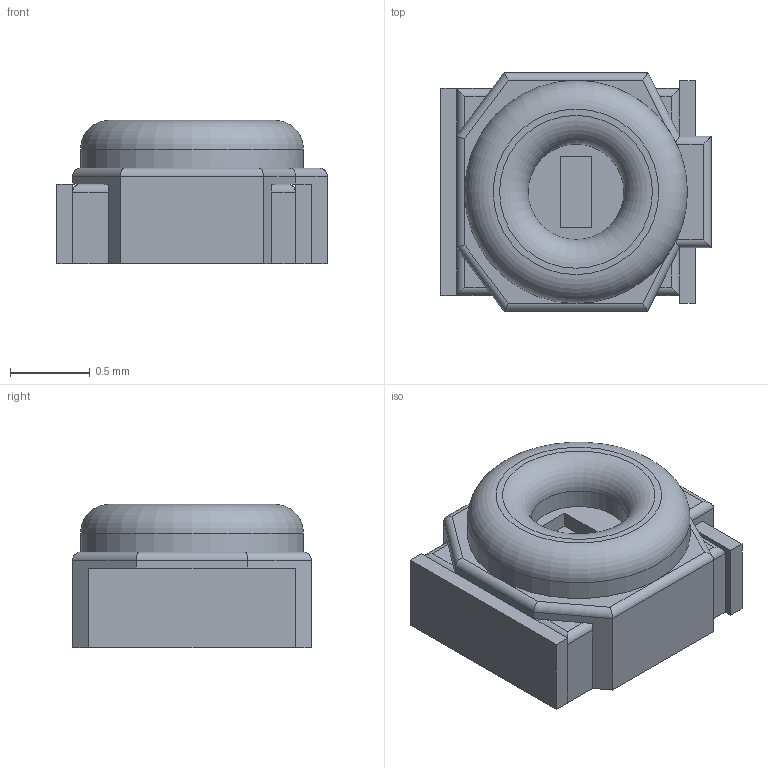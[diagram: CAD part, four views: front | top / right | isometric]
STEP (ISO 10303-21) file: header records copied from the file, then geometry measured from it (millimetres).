
FILE_DESCRIPTION(/* description */ ('model of C_Trimmer_Murata_TZR1'),/* implementation_level */ '2;1');
FILE_NAME(/* name */ 'C_Trimmer_Murata_TZR1.step',/* time_stamp */ '2018-12-28T21:44:41',/* author */ ('kicad StepUp','ksu'),/* organization */ ('FreeCAD'),/* preprocessor_version */ 'OCC',/* originating_system */ 'kicad StepUp',/* authorisation */ '');
FILE_SCHEMA(('AUTOMOTIVE_DESIGN { 1 0 10303 214 1 1 1 1 }'));
Length unit declared in the file: millimetre
Products named in the file (1): Murata_TZR1
Bounding box: 1.7 x 1.5 x 0.9 mm (x, y, z)
Volume: 1.7 mm3; surface area: 10.6 mm2
Topology: 1 solids, 1 shells, 74 faces, 178 edges, 101 vertices
Faces by surface type: plane 56, cylinder 16, torus 2
Full cylindrical faces by diameter (mm): 0.6 x1, 1.4 x1
Entity records: 1401 total; most frequent: ORIENTED_EDGE 290, CARTESIAN_POINT 189, EDGE_CURVE 178, LINE 104, VERTEX_POINT 101, FACE_BOUND 76, EDGE_LOOP 76, AXIS2_PLACEMENT_3D 75
